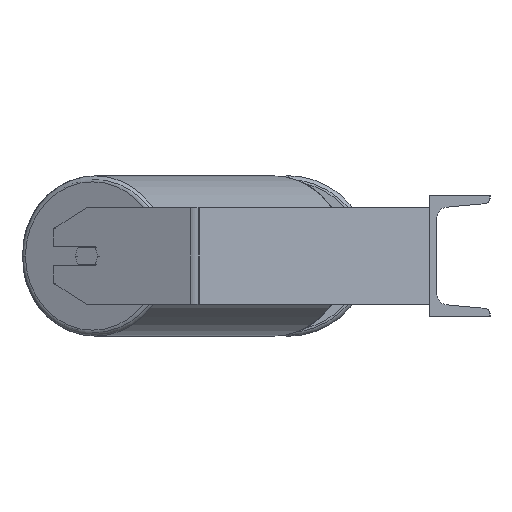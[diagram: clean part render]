
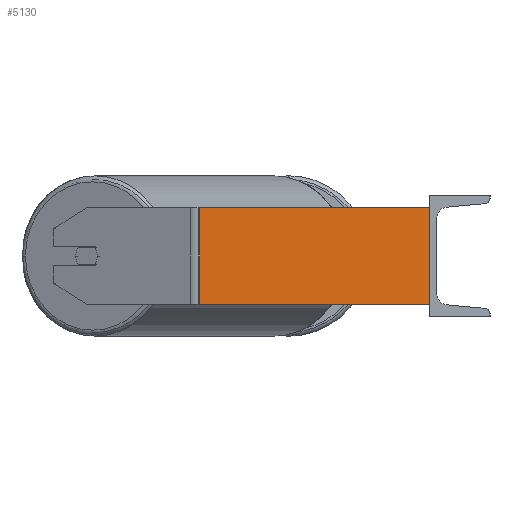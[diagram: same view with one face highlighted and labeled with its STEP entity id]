
A CAD part, left-side view. The second image highlights one B-rep face of the part: STEP entity #5130.
In plain terms, the highlighted planar face has unit normal (-0.996, -0.087, 0).
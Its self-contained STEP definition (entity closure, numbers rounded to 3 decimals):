
#185 = ORIENTED_EDGE ( 'NONE', *, *, #295, .F. ) ;
#247 = VECTOR ( 'NONE', #7264, 1000. ) ;
#278 = VECTOR ( 'NONE', #4278, 1000. ) ;
#295 = EDGE_CURVE ( 'NONE', #8031, #8409, #800, .T. ) ;
#800 = LINE ( 'NONE', #1264, #278 ) ;
#1264 = CARTESIAN_POINT ( 'NONE',  ( -585., 0., 40. ) ) ;
#1388 = EDGE_LOOP ( 'NONE', ( #2081, #185, #3411, #4223 ) ) ;
#1633 = AXIS2_PLACEMENT_3D ( 'NONE', #4087, #2674, #4145 ) ;
#1766 = CARTESIAN_POINT ( 'NONE',  ( -601.673, 190.577, 40. ) ) ;
#1835 = CARTESIAN_POINT ( 'NONE',  ( -585., 0., -40. ) ) ;
#1899 = PLANE ( 'NONE',  #1633 ) ;
#2055 = CARTESIAN_POINT ( 'NONE',  ( -601.673, 190.577, 40. ) ) ;
#2081 = ORIENTED_EDGE ( 'NONE', *, *, #4646, .T. ) ;
#2270 = EDGE_CURVE ( 'NONE', #9017, #8031, #7214, .T. ) ;
#2405 = DIRECTION ( 'NONE',  ( 0.087, -0.996, 0. ) ) ;
#2674 = DIRECTION ( 'NONE',  ( 0.996, 0.087, 0. ) ) ;
#2824 = LINE ( 'NONE', #2055, #7689 ) ;
#2953 = CARTESIAN_POINT ( 'NONE',  ( -601.673, 190.577, -40. ) ) ;
#3061 = CARTESIAN_POINT ( 'NONE',  ( -585., 0., 40. ) ) ;
#3411 = ORIENTED_EDGE ( 'NONE', *, *, #2270, .F. ) ;
#3871 = CARTESIAN_POINT ( 'NONE',  ( -602.047, 194.848, -40. ) ) ;
#4087 = CARTESIAN_POINT ( 'NONE',  ( -602.047, 194.848, 40. ) ) ;
#4145 = DIRECTION ( 'NONE',  ( -0.087, 0.996, 0. ) ) ;
#4223 = ORIENTED_EDGE ( 'NONE', *, *, #5715, .T. ) ;
#4278 = DIRECTION ( 'NONE',  ( 0., 0., -1. ) ) ;
#4646 = EDGE_CURVE ( 'NONE', #6689, #8409, #5268, .T. ) ;
#5130 = ADVANCED_FACE ( 'NONE', ( #5496 ), #1899, .F. ) ;
#5268 = LINE ( 'NONE', #3871, #7810 ) ;
#5496 = FACE_OUTER_BOUND ( 'NONE', #1388, .T. ) ;
#5715 = EDGE_CURVE ( 'NONE', #9017, #6689, #2824, .T. ) ;
#6689 = VERTEX_POINT ( 'NONE', #2953 ) ;
#7214 = LINE ( 'NONE', #7877, #247 ) ;
#7264 = DIRECTION ( 'NONE',  ( 0.087, -0.996, 0. ) ) ;
#7689 = VECTOR ( 'NONE', #8995, 1000. ) ;
#7810 = VECTOR ( 'NONE', #2405, 1000. ) ;
#7877 = CARTESIAN_POINT ( 'NONE',  ( -602.047, 194.848, 40. ) ) ;
#8031 = VERTEX_POINT ( 'NONE', #3061 ) ;
#8409 = VERTEX_POINT ( 'NONE', #1835 ) ;
#8995 = DIRECTION ( 'NONE',  ( 0., 0., -1. ) ) ;
#9017 = VERTEX_POINT ( 'NONE', #1766 ) ;
